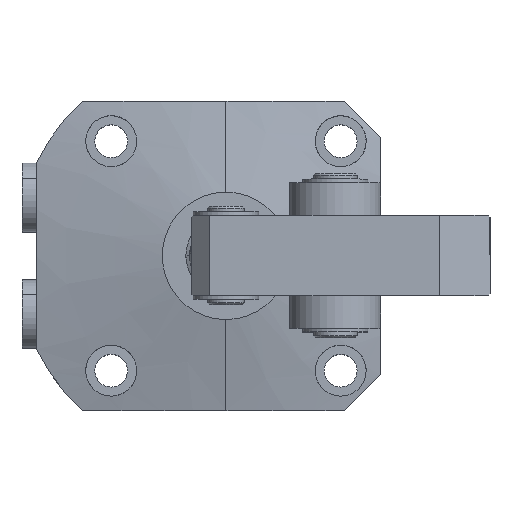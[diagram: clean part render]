
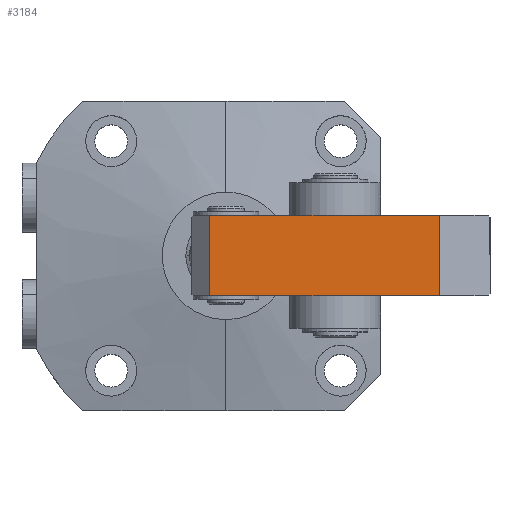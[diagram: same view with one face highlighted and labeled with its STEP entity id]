
A CAD part, top view. The second image highlights one B-rep face of the part: STEP entity #3184.
In plain terms, the highlighted planar face has unit normal (0, 0, 1).
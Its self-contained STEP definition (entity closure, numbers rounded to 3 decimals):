
#16 = AXIS2_PLACEMENT_3D ( 'NONE', #1159, #1384, #3853 ) ;
#193 = VECTOR ( 'NONE', #2481, 1000. ) ;
#260 = VECTOR ( 'NONE', #4525, 1000. ) ;
#307 = VECTOR ( 'NONE', #10631, 1000. ) ;
#635 = EDGE_CURVE ( 'NONE', #10478, #9674, #2348, .T. ) ;
#796 = ORIENTED_EDGE ( 'NONE', *, *, #4853, .T. ) ;
#986 = CARTESIAN_POINT ( 'NONE',  ( 68.144, -11., 32. ) ) ;
#1159 = CARTESIAN_POINT ( 'NONE',  ( 41., 0., 32. ) ) ;
#1384 = DIRECTION ( 'NONE',  ( 0., 0., 1. ) ) ;
#1456 = EDGE_LOOP ( 'NONE', ( #796, #3688, #3793, #3956 ) ) ;
#1680 = VERTEX_POINT ( 'NONE', #986 ) ;
#2348 = LINE ( 'NONE', #6723, #7020 ) ;
#2481 = DIRECTION ( 'NONE',  ( 1., 0., 0. ) ) ;
#3184 = ADVANCED_FACE ( 'NONE', ( #7870 ), #4398, .T. ) ;
#3688 = ORIENTED_EDGE ( 'NONE', *, *, #11483, .F. ) ;
#3793 = ORIENTED_EDGE ( 'NONE', *, *, #635, .T. ) ;
#3853 = DIRECTION ( 'NONE',  ( 1., 0., 0. ) ) ;
#3956 = ORIENTED_EDGE ( 'NONE', *, *, #5615, .T. ) ;
#4398 = PLANE ( 'NONE',  #16 ) ;
#4525 = DIRECTION ( 'NONE',  ( 1., 0., 0. ) ) ;
#4853 = EDGE_CURVE ( 'NONE', #1680, #5744, #9967, .T. ) ;
#5615 = EDGE_CURVE ( 'NONE', #9674, #1680, #9918, .T. ) ;
#5744 = VERTEX_POINT ( 'NONE', #11273 ) ;
#6723 = CARTESIAN_POINT ( 'NONE',  ( 5., 0., 32. ) ) ;
#7020 = VECTOR ( 'NONE', #7671, 1000. ) ;
#7671 = DIRECTION ( 'NONE',  ( 0., -1., 0. ) ) ;
#7870 = FACE_OUTER_BOUND ( 'NONE', #1456, .T. ) ;
#9018 = CARTESIAN_POINT ( 'NONE',  ( 0.5, 11., 32. ) ) ;
#9674 = VERTEX_POINT ( 'NONE', #10700 ) ;
#9850 = LINE ( 'NONE', #9018, #193 ) ;
#9918 = LINE ( 'NONE', #11070, #260 ) ;
#9967 = LINE ( 'NONE', #10554, #307 ) ;
#10201 = CARTESIAN_POINT ( 'NONE',  ( 5., 11., 32. ) ) ;
#10478 = VERTEX_POINT ( 'NONE', #10201 ) ;
#10554 = CARTESIAN_POINT ( 'NONE',  ( 68.144, 0., 32. ) ) ;
#10631 = DIRECTION ( 'NONE',  ( 0., 1., 0. ) ) ;
#10700 = CARTESIAN_POINT ( 'NONE',  ( 5., -11., 32. ) ) ;
#11070 = CARTESIAN_POINT ( 'NONE',  ( 41., -11., 32. ) ) ;
#11273 = CARTESIAN_POINT ( 'NONE',  ( 68.144, 11., 32. ) ) ;
#11483 = EDGE_CURVE ( 'NONE', #10478, #5744, #9850, .T. ) ;
